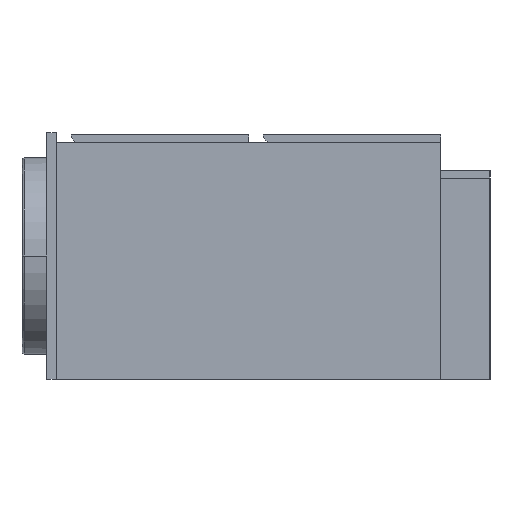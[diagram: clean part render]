
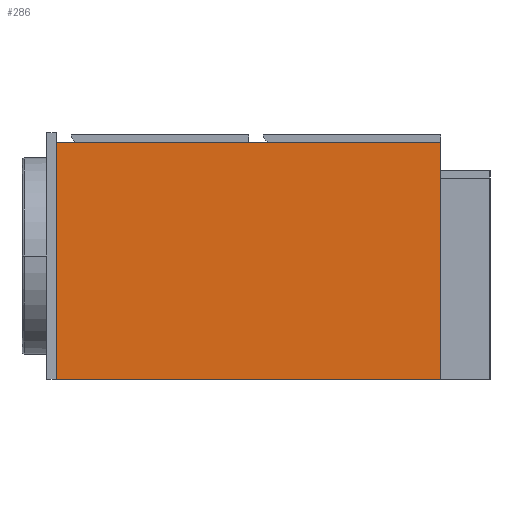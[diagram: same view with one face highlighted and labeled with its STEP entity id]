
A CAD part, left-side view. The second image highlights one B-rep face of the part: STEP entity #286.
In plain terms, the highlighted planar face has unit normal (-1, 0, 0).
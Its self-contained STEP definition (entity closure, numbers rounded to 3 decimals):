
#38 = VERTEX_POINT ( 'NONE', #3148 ) ;
#164 = EDGE_LOOP ( 'NONE', ( #2466, #2254, #2258, #2942 ) ) ;
#195 = DIRECTION ( 'NONE',  ( 0., 0., -1. ) ) ;
#256 = VECTOR ( 'NONE', #195, 1000. ) ;
#286 = ADVANCED_FACE ( 'NONE', ( #352 ), #2795, .F. ) ;
#352 = FACE_OUTER_BOUND ( 'NONE', #164, .T. ) ;
#536 = LINE ( 'NONE', #2743, #1964 ) ;
#552 = DIRECTION ( 'NONE',  ( 0., 0., -1. ) ) ;
#686 = EDGE_CURVE ( 'NONE', #1641, #38, #1340, .T. ) ;
#755 = DIRECTION ( 'NONE',  ( 0., -1., 0. ) ) ;
#824 = LINE ( 'NONE', #2029, #1175 ) ;
#919 = CARTESIAN_POINT ( 'NONE',  ( -744., 390., 480. ) ) ;
#1015 = CARTESIAN_POINT ( 'NONE',  ( -744., -390., 480. ) ) ;
#1089 = VERTEX_POINT ( 'NONE', #1380 ) ;
#1175 = VECTOR ( 'NONE', #755, 1000. ) ;
#1340 = LINE ( 'NONE', #2315, #2149 ) ;
#1380 = CARTESIAN_POINT ( 'NONE',  ( -744., 390., 0. ) ) ;
#1395 = AXIS2_PLACEMENT_3D ( 'NONE', #1015, #2303, #3066 ) ;
#1531 = EDGE_CURVE ( 'NONE', #1641, #1089, #2359, .T. ) ;
#1641 = VERTEX_POINT ( 'NONE', #2243 ) ;
#1964 = VECTOR ( 'NONE', #552, 1000. ) ;
#2029 = CARTESIAN_POINT ( 'NONE',  ( -744., -390., 0. ) ) ;
#2091 = EDGE_CURVE ( 'NONE', #38, #2846, #536, .T. ) ;
#2149 = VECTOR ( 'NONE', #2296, 1000. ) ;
#2243 = CARTESIAN_POINT ( 'NONE',  ( -744., 390., 480. ) ) ;
#2254 = ORIENTED_EDGE ( 'NONE', *, *, #2091, .F. ) ;
#2258 = ORIENTED_EDGE ( 'NONE', *, *, #686, .F. ) ;
#2296 = DIRECTION ( 'NONE',  ( 0., -1., 0. ) ) ;
#2303 = DIRECTION ( 'NONE',  ( 1., 0., 0. ) ) ;
#2315 = CARTESIAN_POINT ( 'NONE',  ( -744., -390., 480. ) ) ;
#2359 = LINE ( 'NONE', #919, #256 ) ;
#2389 = CARTESIAN_POINT ( 'NONE',  ( -744., -390., 0. ) ) ;
#2466 = ORIENTED_EDGE ( 'NONE', *, *, #2952, .T. ) ;
#2743 = CARTESIAN_POINT ( 'NONE',  ( -744., -390., 480. ) ) ;
#2795 = PLANE ( 'NONE',  #1395 ) ;
#2846 = VERTEX_POINT ( 'NONE', #2389 ) ;
#2942 = ORIENTED_EDGE ( 'NONE', *, *, #1531, .T. ) ;
#2952 = EDGE_CURVE ( 'NONE', #1089, #2846, #824, .T. ) ;
#3066 = DIRECTION ( 'NONE',  ( 0., 0., -1. ) ) ;
#3148 = CARTESIAN_POINT ( 'NONE',  ( -744., -390., 480. ) ) ;
